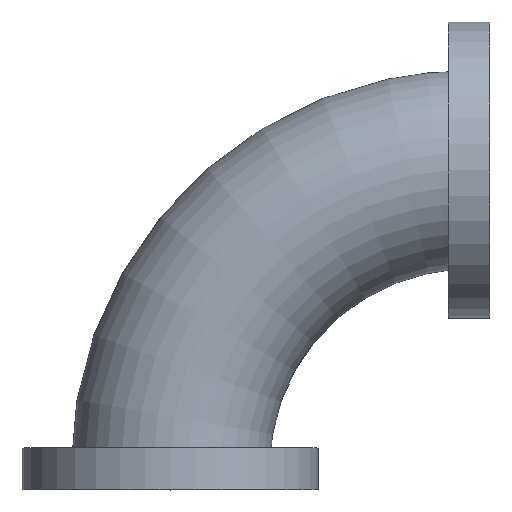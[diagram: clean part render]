
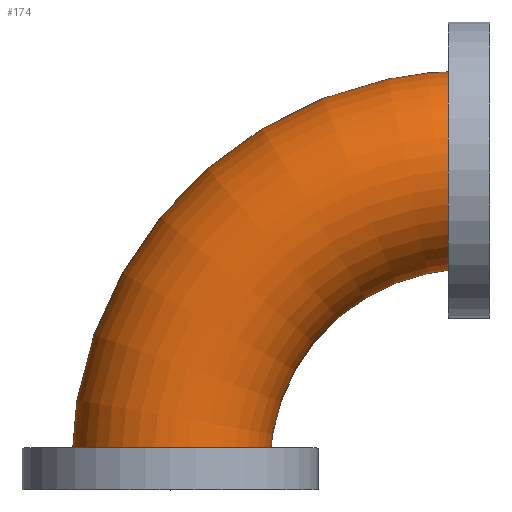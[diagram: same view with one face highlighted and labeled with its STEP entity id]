
A CAD part, top view. The second image highlights one B-rep face of the part: STEP entity #174.
In plain terms, the highlighted toroidal (fillet/blend) face has major radius 152.4 mm and minor radius 50.8 mm.
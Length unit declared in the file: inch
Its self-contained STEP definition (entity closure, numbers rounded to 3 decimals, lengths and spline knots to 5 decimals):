
#147=CARTESIAN_POINT('',(6.0,0.0,0.0));
#148=DIRECTION('',(0.0,0.0,-1.0));
#149=DIRECTION('',(-1.0,0.0,0.0));
#150=AXIS2_PLACEMENT_3D('',#147,#148,#149);
#151=TOROIDAL_SURFACE('',#150,6.0,2.0);
#152=CARTESIAN_POINT('',(6.,8.0,0.));
#153=VERTEX_POINT('',#152);
#154=CARTESIAN_POINT('',(6.0,6.0,0.0));
#155=DIRECTION('',(-1.0,0.0,0.0));
#156=DIRECTION('',(0.0,-1.0,0.0));
#157=AXIS2_PLACEMENT_3D('',#154,#155,#156);
#158=CIRCLE('',#157,2.0);
#159=EDGE_CURVE('',#153,#153,#158,.T.);
#160=ORIENTED_EDGE('',*,*,#159,.T.);
#161=EDGE_LOOP('',(#160));
#162=FACE_OUTER_BOUND('',#161,.T.);
#163=CARTESIAN_POINT('',(-2.0,0.0,0.));
#164=VERTEX_POINT('',#163);
#165=CARTESIAN_POINT('',(0.0,0.0,0.0));
#166=DIRECTION('',(0.0,-1.0,0.0));
#167=DIRECTION('',(1.0,0.0,0.0));
#168=AXIS2_PLACEMENT_3D('',#165,#166,#167);
#169=CIRCLE('',#168,2.0);
#170=EDGE_CURVE('',#164,#164,#169,.T.);
#171=ORIENTED_EDGE('',*,*,#170,.F.);
#172=EDGE_LOOP('',(#171));
#173=FACE_BOUND('',#172,.T.);
#174=ADVANCED_FACE('',(#162,#173),#151,.T.);
